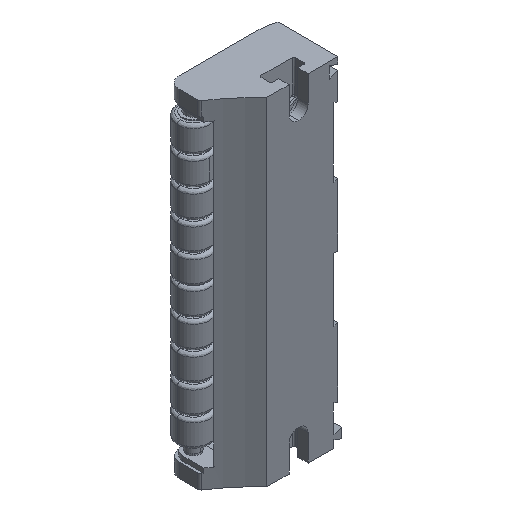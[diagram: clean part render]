
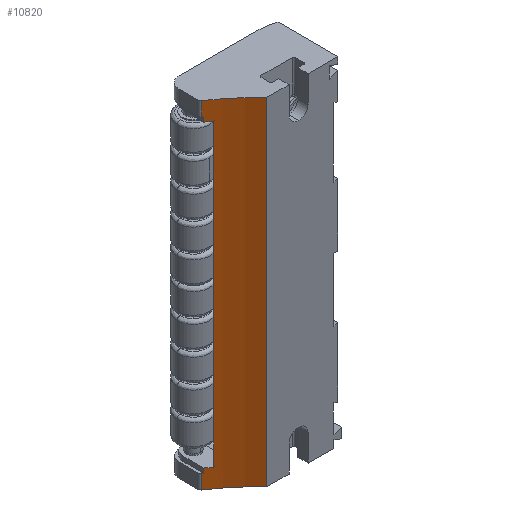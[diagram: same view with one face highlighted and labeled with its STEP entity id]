
A CAD part, isometric view. The second image highlights one B-rep face of the part: STEP entity #10820.
In plain terms, the highlighted cylindrical face has radius 70 mm (diameter 140 mm), a partial arc.
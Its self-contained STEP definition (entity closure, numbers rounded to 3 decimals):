
#313 = AXIS2_PLACEMENT_3D ( 'NONE', #2348, #2203, #18258 ) ;
#553 = ORIENTED_EDGE ( 'NONE', *, *, #25293, .T. ) ;
#567 = ORIENTED_EDGE ( 'NONE', *, *, #13275, .T. ) ;
#692 = DIRECTION ( 'NONE',  ( 1., 0., 0. ) ) ;
#804 = VERTEX_POINT ( 'NONE', #2043 ) ;
#1120 = CARTESIAN_POINT ( 'NONE',  ( 2.862, 8.5, 0. ) ) ;
#1247 = EDGE_CURVE ( 'NONE', #2185, #24620, #8112, .T. ) ;
#1268 = VERTEX_POINT ( 'NONE', #11744 ) ;
#1756 = CARTESIAN_POINT ( 'NONE',  ( 0.555, 10.121, -52.614 ) ) ;
#1892 = EDGE_CURVE ( 'NONE', #804, #1268, #11073, .T. ) ;
#2043 = CARTESIAN_POINT ( 'NONE',  ( 0.777, 9.971, -52.613 ) ) ;
#2125 = AXIS2_PLACEMENT_3D ( 'NONE', #6263, #3786, #14725 ) ;
#2185 = VERTEX_POINT ( 'NONE', #6198 ) ;
#2203 = DIRECTION ( 'NONE',  ( 0., 0., 1. ) ) ;
#2348 = CARTESIAN_POINT ( 'NONE',  ( -38.52, -47.958, -57.5 ) ) ;
#2960 = ORIENTED_EDGE ( 'NONE', *, *, #11680, .F. ) ;
#3187 = LINE ( 'NONE', #14548, #26898 ) ;
#3285 = DIRECTION ( 'NONE',  ( 1., 0., 0. ) ) ;
#3786 = DIRECTION ( 'NONE',  ( 0., 0., 1. ) ) ;
#4304 = VECTOR ( 'NONE', #9104, 1000. ) ;
#4882 = CARTESIAN_POINT ( 'NONE',  ( 0.777, 9.971, 52.613 ) ) ;
#5036 = CARTESIAN_POINT ( 'NONE',  ( 12.47, 0., 57.5 ) ) ;
#5058 = LINE ( 'NONE', #14781, #6746 ) ;
#5842 = CARTESIAN_POINT ( 'NONE',  ( 0.666, 10.046, -52.613 ) ) ;
#6198 = CARTESIAN_POINT ( 'NONE',  ( 0.443, 10.195, 52.615 ) ) ;
#6204 = AXIS2_PLACEMENT_3D ( 'NONE', #6964, #15406, #17916 ) ;
#6263 = CARTESIAN_POINT ( 'NONE',  ( -38.52, -47.958, -51.1 ) ) ;
#6710 = EDGE_CURVE ( 'NONE', #17095, #2185, #27310, .T. ) ;
#6746 = VECTOR ( 'NONE', #14917, 1000. ) ;
#6964 = CARTESIAN_POINT ( 'NONE',  ( -38.52, -47.958, -57.5 ) ) ;
#7156 = CYLINDRICAL_SURFACE ( 'NONE', #313, 70. ) ;
#7758 = VERTEX_POINT ( 'NONE', #14868 ) ;
#8112 =( BOUNDED_CURVE ( )  B_SPLINE_CURVE ( 3, ( #9992, #27319, #18918, #24871 ),
 .UNSPECIFIED., .F., .F. ) 
 B_SPLINE_CURVE_WITH_KNOTS ( ( 4, 4 ),
 ( 0.59, 0.596 ),
 .UNSPECIFIED. ) 
 CURVE ( )  GEOMETRIC_REPRESENTATION_ITEM ( )  RATIONAL_B_SPLINE_CURVE ( ( 1., 1., 1., 1. ) ) 
 REPRESENTATION_ITEM ( '' )  );
#8348 = AXIS2_PLACEMENT_3D ( 'NONE', #22849, #20680, #692 ) ;
#9007 = ORIENTED_EDGE ( 'NONE', *, *, #11116, .T. ) ;
#9104 = DIRECTION ( 'NONE',  ( 0., 0., -1. ) ) ;
#9123 = ORIENTED_EDGE ( 'NONE', *, *, #1892, .T. ) ;
#9335 = VECTOR ( 'NONE', #15748, 1000. ) ;
#9390 = EDGE_CURVE ( 'NONE', #10510, #12457, #9984, .T. ) ;
#9974 = CARTESIAN_POINT ( 'NONE',  ( -38.52, -47.958, 51.1 ) ) ;
#9984 = LINE ( 'NONE', #1120, #19803 ) ;
#9992 = CARTESIAN_POINT ( 'NONE',  ( 0.443, 10.195, 52.615 ) ) ;
#10510 = VERTEX_POINT ( 'NONE', #13254 ) ;
#10820 = ADVANCED_FACE ( 'NONE', ( #21082 ), #7156, .F. ) ;
#11055 = ORIENTED_EDGE ( 'NONE', *, *, #9390, .T. ) ;
#11073 =( BOUNDED_CURVE ( )  B_SPLINE_CURVE ( 3, ( #25811, #5842, #1756, #12692 ),
 .UNSPECIFIED., .F., .F. ) 
 B_SPLINE_CURVE_WITH_KNOTS ( ( 4, 4 ),
 ( 2.546, 2.551 ),
 .UNSPECIFIED. ) 
 CURVE ( )  GEOMETRIC_REPRESENTATION_ITEM ( )  RATIONAL_B_SPLINE_CURVE ( ( 1., 1., 1., 1. ) ) 
 REPRESENTATION_ITEM ( '' )  );
#11074 = LINE ( 'NONE', #22208, #9335 ) ;
#11116 = EDGE_CURVE ( 'NONE', #12457, #11277, #27682, .T. ) ;
#11277 = VERTEX_POINT ( 'NONE', #25044 ) ;
#11363 = ORIENTED_EDGE ( 'NONE', *, *, #6710, .T. ) ;
#11680 = EDGE_CURVE ( 'NONE', #804, #11277, #14334, .T. ) ;
#11744 = CARTESIAN_POINT ( 'NONE',  ( 0.443, 10.195, -52.615 ) ) ;
#12062 = DIRECTION ( 'NONE',  ( 0., 0., -1. ) ) ;
#12289 = DIRECTION ( 'NONE',  ( 0., 0., 1. ) ) ;
#12457 = VERTEX_POINT ( 'NONE', #12602 ) ;
#12602 = CARTESIAN_POINT ( 'NONE',  ( 2.862, 8.5, -51.1 ) ) ;
#12692 = CARTESIAN_POINT ( 'NONE',  ( 0.443, 10.195, -52.615 ) ) ;
#13254 = CARTESIAN_POINT ( 'NONE',  ( 2.862, 8.5, 51.1 ) ) ;
#13275 = EDGE_CURVE ( 'NONE', #21662, #10510, #27767, .T. ) ;
#13484 = CIRCLE ( 'NONE', #8348, 70. ) ;
#13521 = VERTEX_POINT ( 'NONE', #14472 ) ;
#14221 = DIRECTION ( 'NONE',  ( 0., 0., -1. ) ) ;
#14251 = ORIENTED_EDGE ( 'NONE', *, *, #26272, .T. ) ;
#14334 = LINE ( 'NONE', #25261, #19978 ) ;
#14472 = CARTESIAN_POINT ( 'NONE',  ( 12.47, 0., -57.5 ) ) ;
#14548 = CARTESIAN_POINT ( 'NONE',  ( 0.443, 10.195, 0. ) ) ;
#14725 = DIRECTION ( 'NONE',  ( 1., 0., 0. ) ) ;
#14781 = CARTESIAN_POINT ( 'NONE',  ( 0.777, 9.971, 51.887 ) ) ;
#14868 = CARTESIAN_POINT ( 'NONE',  ( 0.443, 10.195, -57.5 ) ) ;
#14917 = DIRECTION ( 'NONE',  ( 0., 0., -1. ) ) ;
#14953 = EDGE_CURVE ( 'NONE', #24620, #21662, #5058, .T. ) ;
#15160 = EDGE_LOOP ( 'NONE', ( #2960, #9123, #553, #23009, #21783, #14251, #11363, #16000, #28584, #567, #11055, #9007 ) ) ;
#15215 = AXIS2_PLACEMENT_3D ( 'NONE', #9974, #16273, #3285 ) ;
#15406 = DIRECTION ( 'NONE',  ( 0., 0., -1. ) ) ;
#15748 = DIRECTION ( 'NONE',  ( 0., 0., -1. ) ) ;
#16000 = ORIENTED_EDGE ( 'NONE', *, *, #1247, .T. ) ;
#16273 = DIRECTION ( 'NONE',  ( 0., 0., -1. ) ) ;
#17095 = VERTEX_POINT ( 'NONE', #25332 ) ;
#17916 = DIRECTION ( 'NONE',  ( 1., 0., 0. ) ) ;
#18188 = CARTESIAN_POINT ( 'NONE',  ( 0.443, 10.195, 0. ) ) ;
#18258 = DIRECTION ( 'NONE',  ( 1., 0., 0. ) ) ;
#18918 = CARTESIAN_POINT ( 'NONE',  ( 0.666, 10.046, 52.613 ) ) ;
#19035 = EDGE_CURVE ( 'NONE', #7758, #13521, #27574, .T. ) ;
#19803 = VECTOR ( 'NONE', #14221, 1000. ) ;
#19978 = VECTOR ( 'NONE', #12289, 1000. ) ;
#20405 = EDGE_CURVE ( 'NONE', #24824, #13521, #11074, .T. ) ;
#20680 = DIRECTION ( 'NONE',  ( 0., 0., 1. ) ) ;
#21082 = FACE_OUTER_BOUND ( 'NONE', #15160, .T. ) ;
#21662 = VERTEX_POINT ( 'NONE', #26014 ) ;
#21783 = ORIENTED_EDGE ( 'NONE', *, *, #20405, .F. ) ;
#22208 = CARTESIAN_POINT ( 'NONE',  ( 12.47, 0., 0. ) ) ;
#22849 = CARTESIAN_POINT ( 'NONE',  ( -38.52, -47.958, 57.5 ) ) ;
#23009 = ORIENTED_EDGE ( 'NONE', *, *, #19035, .T. ) ;
#24620 = VERTEX_POINT ( 'NONE', #4882 ) ;
#24824 = VERTEX_POINT ( 'NONE', #5036 ) ;
#24871 = CARTESIAN_POINT ( 'NONE',  ( 0.777, 9.971, 52.613 ) ) ;
#25044 = CARTESIAN_POINT ( 'NONE',  ( 0.777, 9.971, -51.1 ) ) ;
#25261 = CARTESIAN_POINT ( 'NONE',  ( 0.777, 9.971, -51.887 ) ) ;
#25293 = EDGE_CURVE ( 'NONE', #1268, #7758, #3187, .T. ) ;
#25332 = CARTESIAN_POINT ( 'NONE',  ( 0.443, 10.195, 57.5 ) ) ;
#25811 = CARTESIAN_POINT ( 'NONE',  ( 0.777, 9.971, -52.613 ) ) ;
#26014 = CARTESIAN_POINT ( 'NONE',  ( 0.777, 9.971, 51.1 ) ) ;
#26272 = EDGE_CURVE ( 'NONE', #24824, #17095, #13484, .T. ) ;
#26898 = VECTOR ( 'NONE', #12062, 1000. ) ;
#27310 = LINE ( 'NONE', #18188, #4304 ) ;
#27319 = CARTESIAN_POINT ( 'NONE',  ( 0.555, 10.121, 52.614 ) ) ;
#27574 = CIRCLE ( 'NONE', #6204, 70. ) ;
#27682 = CIRCLE ( 'NONE', #2125, 70. ) ;
#27767 = CIRCLE ( 'NONE', #15215, 70. ) ;
#28584 = ORIENTED_EDGE ( 'NONE', *, *, #14953, .T. ) ;
